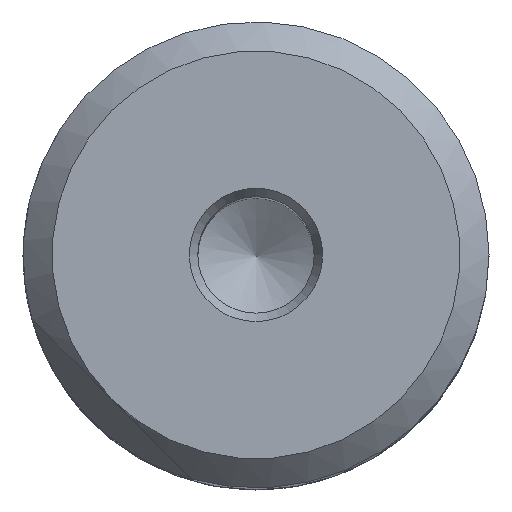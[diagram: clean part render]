
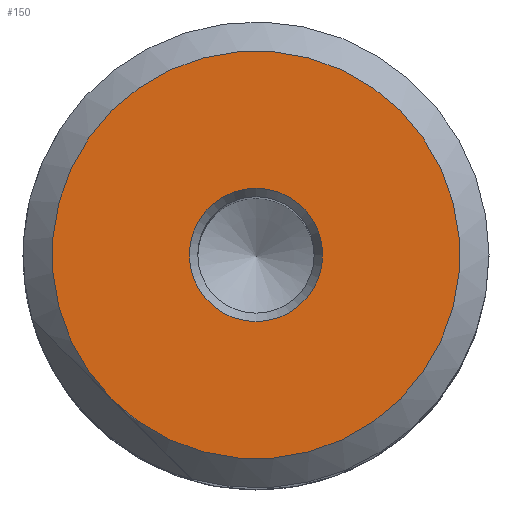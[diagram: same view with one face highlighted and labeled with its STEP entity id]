
A CAD part, top view. The second image highlights one B-rep face of the part: STEP entity #150.
In plain terms, the highlighted planar face has unit normal (0, 0, 1).
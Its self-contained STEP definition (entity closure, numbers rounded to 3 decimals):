
#58=PLANE('',#712);
#150=ADVANCED_FACE('',(#296,#297),#58,.T.);
#296=FACE_BOUND('',#381,.T.);
#297=FACE_BOUND('',#382,.T.);
#381=EDGE_LOOP('',(#472));
#382=EDGE_LOOP('',(#473));
#472=ORIENTED_EDGE('',*,*,#594,.T.);
#473=ORIENTED_EDGE('',*,*,#595,.T.);
#544=VERTEX_POINT('',#1226);
#545=VERTEX_POINT('',#1229);
#594=EDGE_CURVE('',#544,#544,#647,.T.);
#595=EDGE_CURVE('',#545,#545,#648,.T.);
#647=CIRCLE('',#709,4.577);
#648=CIRCLE('',#711,14.);
#709=AXIS2_PLACEMENT_3D('',#1225,#861,#862);
#711=AXIS2_PLACEMENT_3D('',#1228,#865,#866);
#712=AXIS2_PLACEMENT_3D('',#1230,#867,#868);
#861=DIRECTION('',(0.,0.,-1.));
#862=DIRECTION('',(1.,0.,0.));
#865=DIRECTION('',(0.,0.,1.));
#866=DIRECTION('',(1.,0.,0.));
#867=DIRECTION('',(0.,0.,1.));
#868=DIRECTION('',(1.,0.,0.));
#1225=CARTESIAN_POINT('',(0.,0.,0.));
#1226=CARTESIAN_POINT('',(4.577,0.,0.));
#1228=CARTESIAN_POINT('',(0.,0.,0.));
#1229=CARTESIAN_POINT('',(-9.899,-9.899,0.));
#1230=CARTESIAN_POINT('',(0.,0.,0.));
